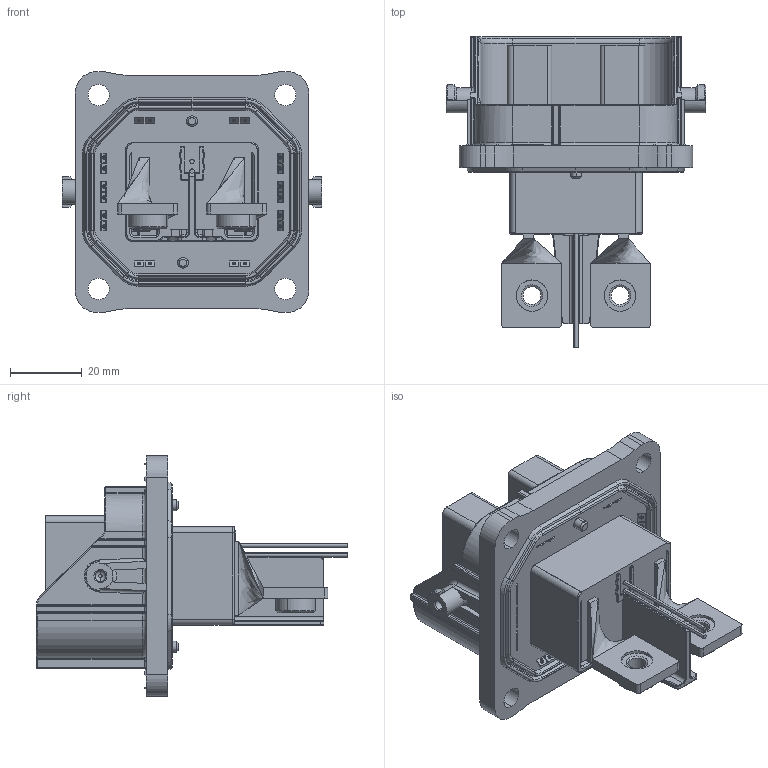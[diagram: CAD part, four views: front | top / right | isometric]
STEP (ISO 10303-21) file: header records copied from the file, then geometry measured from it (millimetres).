
FILE_DESCRIPTION (( 'STEP AP203' ), '1' );
FILE_NAME ('YGEV5-S2RA2²å×ù.STEP', '2024-04-26T09:57:26', ( '' ), ( '' ), 'SwSTEP 2.0', 'SolidWorks 2018', '' );
FILE_SCHEMA (( 'CONFIG_CONTROL_DESIGN' ));
Length unit declared in the file: millimetre
Products named in the file (1): YGEV5-S2RA2脣釱
Bounding box: 72.3 x 86.59 x 67 mm (x, y, z)
Volume: 78378.6 mm3; surface area: 34626.4 mm2
Topology: 3 solids, 3 shells, 1639 faces, 4080 edges, 2539 vertices
Faces by surface type: plane 762, cylinder 465, torus 306, cone 76, bspline 28, sphere 2
Entity records: 49694 total; most frequent: CARTESIAN_POINT 10142, DIRECTION 8559, ORIENTED_EDGE 8152, EDGE_CURVE 4076, AXIS2_PLACEMENT_3D 3120, VERTEX_POINT 2539, VECTOR 2319, LINE 2319
